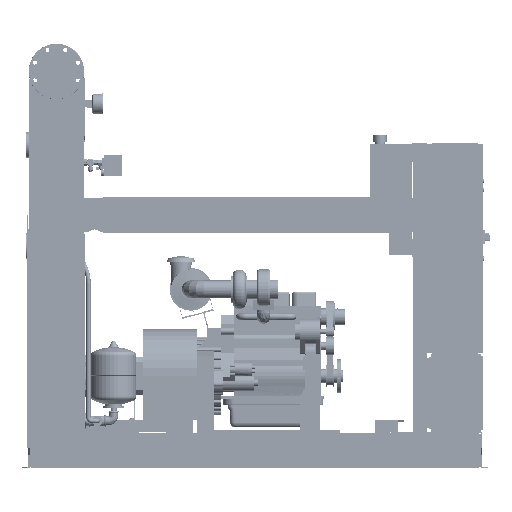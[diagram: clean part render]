
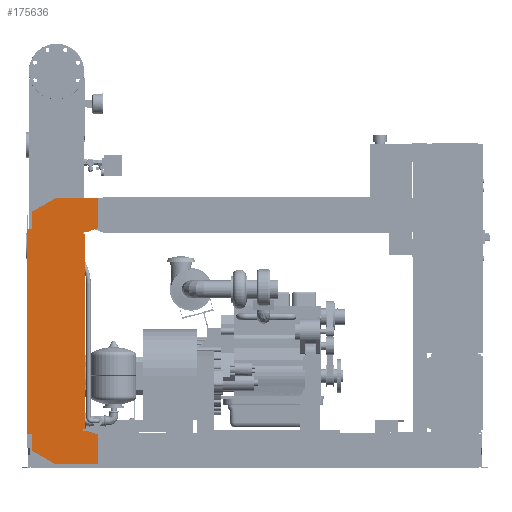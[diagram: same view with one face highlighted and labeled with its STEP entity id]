
A CAD part, front view. The second image highlights one B-rep face of the part: STEP entity #175636.
In plain terms, the highlighted free-form (B-spline) face has degree [1, 1] with [2, 2] control points.
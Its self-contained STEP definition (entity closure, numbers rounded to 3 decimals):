
#175121=CARTESIAN_POINT('',(-111.0,-463.5,1076.0));
#175122=VERTEX_POINT('',#175121);
#175129=CARTESIAN_POINT('',(-111.0,-463.5,1153.378));
#175130=VERTEX_POINT('',#175129);
#175131=CARTESIAN_POINT('',(-111.0,-463.5,1076.0));
#175132=DIRECTION('',(0.0,0.0,1.0));
#175133=VECTOR('',#175132,77.378);
#175134=LINE('',#175131,#175133);
#175135=EDGE_CURVE('',#175122,#175130,#175134,.T.);
#175153=CARTESIAN_POINT('',(-6.0,-463.5,1214.0));
#175154=VERTEX_POINT('',#175153);
#175155=CARTESIAN_POINT('',(-111.0,-463.5,1153.378));
#175156=DIRECTION('',(0.866,0.0,0.5));
#175157=VECTOR('',#175156,121.244);
#175158=LINE('',#175155,#175157);
#175159=EDGE_CURVE('',#175130,#175154,#175158,.T.);
#175177=CARTESIAN_POINT('',(186.0,-463.5,1214.0));
#175178=VERTEX_POINT('',#175177);
#175179=CARTESIAN_POINT('',(-6.0,-463.5,1214.0));
#175180=DIRECTION('',(1.0,0.0,0.0));
#175181=VECTOR('',#175180,192.0);
#175182=LINE('',#175179,#175181);
#175183=EDGE_CURVE('',#175154,#175178,#175182,.T.);
#175201=CARTESIAN_POINT('',(186.,-463.5,1080.379));
#175202=VERTEX_POINT('',#175201);
#175203=CARTESIAN_POINT('',(186.0,-463.5,1214.0));
#175204=DIRECTION('',(0.0,0.0,-1.0));
#175205=VECTOR('',#175204,133.621);
#175206=LINE('',#175203,#175205);
#175207=EDGE_CURVE('',#175178,#175202,#175206,.T.);
#175225=CARTESIAN_POINT('',(141.,-463.5,1064.0));
#175226=VERTEX_POINT('',#175225);
#175227=CARTESIAN_POINT('',(186.,-463.5,1080.379));
#175228=DIRECTION('',(-0.94,0.0,-0.342));
#175229=VECTOR('',#175228,47.888);
#175230=LINE('',#175227,#175229);
#175231=EDGE_CURVE('',#175202,#175226,#175230,.T.);
#175249=CARTESIAN_POINT('',(121.,-463.5,1064.0));
#175250=VERTEX_POINT('',#175249);
#175251=CARTESIAN_POINT('',(141.,-463.5,1064.0));
#175252=DIRECTION('',(-1.0,0.0,0.0));
#175253=VECTOR('',#175252,20.0);
#175254=LINE('',#175251,#175253);
#175255=EDGE_CURVE('',#175226,#175250,#175254,.T.);
#175273=CARTESIAN_POINT('',(121.,-463.5,1056.0));
#175274=VERTEX_POINT('',#175273);
#175275=CARTESIAN_POINT('',(121.,-463.5,1064.0));
#175276=DIRECTION('',(0.0,0.0,-1.0));
#175277=VECTOR('',#175276,8.0);
#175278=LINE('',#175275,#175277);
#175279=EDGE_CURVE('',#175250,#175274,#175278,.T.);
#175297=CARTESIAN_POINT('',(129.,-463.5,1056.0));
#175298=VERTEX_POINT('',#175297);
#175299=CARTESIAN_POINT('',(121.,-463.5,1056.0));
#175300=DIRECTION('',(1.0,0.0,0.0));
#175301=VECTOR('',#175300,8.0);
#175302=LINE('',#175299,#175301);
#175303=EDGE_CURVE('',#175274,#175298,#175302,.T.);
#175321=CARTESIAN_POINT('',(129.,-463.5,176.));
#175322=VERTEX_POINT('',#175321);
#175333=CARTESIAN_POINT('',(129.,-463.5,1056.0));
#175334=DIRECTION('',(0.0,0.0,-1.0));
#175335=VECTOR('',#175334,880.);
#175336=LINE('',#175333,#175335);
#175337=EDGE_CURVE('',#175298,#175322,#175336,.T.);
#175351=CARTESIAN_POINT('',(121.,-463.5,176.));
#175352=VERTEX_POINT('',#175351);
#175353=CARTESIAN_POINT('',(129.,-463.5,176.));
#175354=DIRECTION('',(-1.0,0.0,0.0));
#175355=VECTOR('',#175354,8.0);
#175356=LINE('',#175353,#175355);
#175357=EDGE_CURVE('',#175322,#175352,#175356,.T.);
#175375=CARTESIAN_POINT('',(121.,-463.5,168.));
#175376=VERTEX_POINT('',#175375);
#175377=CARTESIAN_POINT('',(121.,-463.5,176.));
#175378=DIRECTION('',(0.0,0.0,-1.0));
#175379=VECTOR('',#175378,8.0);
#175380=LINE('',#175377,#175379);
#175381=EDGE_CURVE('',#175352,#175376,#175380,.T.);
#175399=CARTESIAN_POINT('',(141.,-463.5,168.));
#175400=VERTEX_POINT('',#175399);
#175401=CARTESIAN_POINT('',(121.,-463.5,168.));
#175402=DIRECTION('',(1.0,0.0,0.0));
#175403=VECTOR('',#175402,20.0);
#175404=LINE('',#175401,#175403);
#175405=EDGE_CURVE('',#175376,#175400,#175404,.T.);
#175423=CARTESIAN_POINT('',(186.,-463.5,151.621));
#175424=VERTEX_POINT('',#175423);
#175425=CARTESIAN_POINT('',(141.,-463.5,168.));
#175426=DIRECTION('',(0.94,0.0,-0.342));
#175427=VECTOR('',#175426,47.888);
#175428=LINE('',#175425,#175427);
#175429=EDGE_CURVE('',#175400,#175424,#175428,.T.);
#175447=CARTESIAN_POINT('',(186.,-463.5,18.0));
#175448=VERTEX_POINT('',#175447);
#175449=CARTESIAN_POINT('',(186.,-463.5,151.621));
#175450=DIRECTION('',(0.0,0.0,-1.0));
#175451=VECTOR('',#175450,133.621);
#175452=LINE('',#175449,#175451);
#175453=EDGE_CURVE('',#175424,#175448,#175452,.T.);
#175471=CARTESIAN_POINT('',(-4.,-463.5,18.0));
#175472=VERTEX_POINT('',#175471);
#175473=CARTESIAN_POINT('',(186.,-463.5,18.0));
#175474=DIRECTION('',(-1.0,0.0,0.0));
#175475=VECTOR('',#175474,190.);
#175476=LINE('',#175473,#175475);
#175477=EDGE_CURVE('',#175448,#175472,#175476,.T.);
#175495=CARTESIAN_POINT('',(-111.,-463.5,79.776));
#175496=VERTEX_POINT('',#175495);
#175497=CARTESIAN_POINT('',(-4.,-463.5,18.0));
#175498=DIRECTION('',(-0.866,0.,0.5));
#175499=VECTOR('',#175498,123.553);
#175500=LINE('',#175497,#175499);
#175501=EDGE_CURVE('',#175472,#175496,#175500,.T.);
#175519=CARTESIAN_POINT('',(-111.,-463.5,156.0));
#175520=VERTEX_POINT('',#175519);
#175521=CARTESIAN_POINT('',(-111.,-463.5,79.776));
#175522=DIRECTION('',(0.0,0.0,1.0));
#175523=VECTOR('',#175522,76.224);
#175524=LINE('',#175521,#175523);
#175525=EDGE_CURVE('',#175496,#175520,#175524,.T.);
#175543=CARTESIAN_POINT('',(-131.,-463.5,156.0));
#175544=VERTEX_POINT('',#175543);
#175545=CARTESIAN_POINT('',(-111.,-463.5,156.0));
#175546=DIRECTION('',(-1.0,0.0,0.0));
#175547=VECTOR('',#175546,20.0);
#175548=LINE('',#175545,#175547);
#175549=EDGE_CURVE('',#175520,#175544,#175548,.T.);
#175567=CARTESIAN_POINT('',(-131.0,-463.5,1076.0));
#175568=VERTEX_POINT('',#175567);
#175581=CARTESIAN_POINT('',(-131.,-463.5,156.0));
#175582=DIRECTION('',(0.0,0.0,1.0));
#175583=VECTOR('',#175582,920.0);
#175584=LINE('',#175581,#175583);
#175585=EDGE_CURVE('',#175544,#175568,#175584,.T.);
#175599=CARTESIAN_POINT('',(-131.0,-463.5,1076.0));
#175600=DIRECTION('',(1.0,0.0,0.0));
#175601=VECTOR('',#175600,20.0);
#175602=LINE('',#175599,#175601);
#175603=EDGE_CURVE('',#175568,#175122,#175602,.T.);
#175609=CARTESIAN_POINT('',(-131.,-463.5,18.0));
#175610=CARTESIAN_POINT('',(186.0,-463.5,18.0));
#175611=CARTESIAN_POINT('',(-131.,-463.5,1214.0));
#175612=CARTESIAN_POINT('',(186.0,-463.5,1214.0));
#175613=B_SPLINE_SURFACE_WITH_KNOTS('',1,1,((#175609,#175611),(#175610,#175612)),.UNSPECIFIED.,.F.,.F.,.U.,(2,2),(2,2),(0.0,317.),(0.0,1196.0),.UNSPECIFIED.);
#175614=ORIENTED_EDGE('',*,*,#175603,.F.);
#175615=ORIENTED_EDGE('',*,*,#175585,.F.);
#175616=ORIENTED_EDGE('',*,*,#175549,.F.);
#175617=ORIENTED_EDGE('',*,*,#175525,.F.);
#175618=ORIENTED_EDGE('',*,*,#175501,.F.);
#175619=ORIENTED_EDGE('',*,*,#175477,.F.);
#175620=ORIENTED_EDGE('',*,*,#175453,.F.);
#175621=ORIENTED_EDGE('',*,*,#175429,.F.);
#175622=ORIENTED_EDGE('',*,*,#175405,.F.);
#175623=ORIENTED_EDGE('',*,*,#175381,.F.);
#175624=ORIENTED_EDGE('',*,*,#175357,.F.);
#175625=ORIENTED_EDGE('',*,*,#175337,.F.);
#175626=ORIENTED_EDGE('',*,*,#175303,.F.);
#175627=ORIENTED_EDGE('',*,*,#175279,.F.);
#175628=ORIENTED_EDGE('',*,*,#175255,.F.);
#175629=ORIENTED_EDGE('',*,*,#175231,.F.);
#175630=ORIENTED_EDGE('',*,*,#175207,.F.);
#175631=ORIENTED_EDGE('',*,*,#175183,.F.);
#175632=ORIENTED_EDGE('',*,*,#175159,.F.);
#175633=ORIENTED_EDGE('',*,*,#175135,.F.);
#175634=EDGE_LOOP('',(#175614,#175615,#175616,#175617,#175618,#175619,#175620,#175621,#175622,#175623,#175624,#175625,#175626,#175627,#175628,#175629,#175630,#175631,#175632,#175633));
#175635=FACE_OUTER_BOUND('',#175634,.T.);
#175636=ADVANCED_FACE('',(#175635),#175613,.T.);
